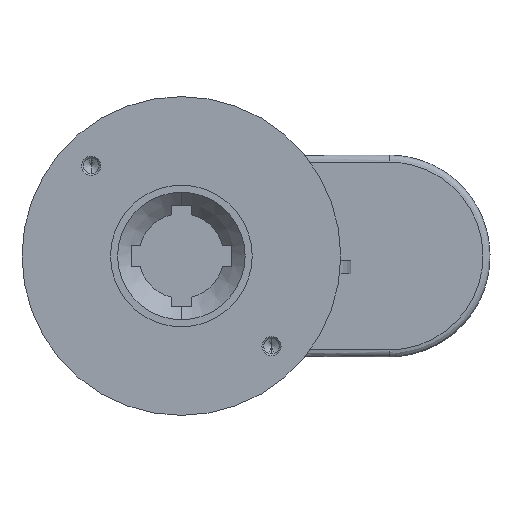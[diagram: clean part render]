
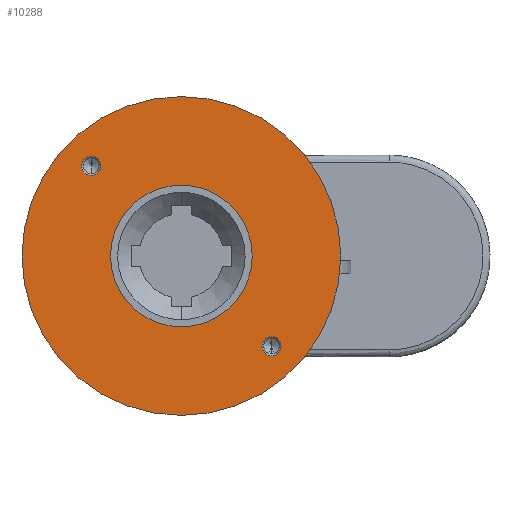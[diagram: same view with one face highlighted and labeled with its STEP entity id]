
A CAD part, front view. The second image highlights one B-rep face of the part: STEP entity #10288.
In plain terms, the highlighted planar face has unit normal (0, -1, 0).
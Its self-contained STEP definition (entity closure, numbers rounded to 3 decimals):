
#20 = AXIS2_PLACEMENT_3D ( 'NONE', #8337, #5171, #4241 ) ;
#250 = VERTEX_POINT ( 'NONE', #10743 ) ;
#317 = DIRECTION ( 'NONE',  ( 0., -1., 0. ) ) ;
#357 = CARTESIAN_POINT ( 'NONE',  ( -19.092, 6., 19.092 ) ) ;
#373 = FACE_BOUND ( 'NONE', #3008, .T. ) ;
#749 = ORIENTED_EDGE ( 'NONE', *, *, #1944, .F. ) ;
#842 = DIRECTION ( 'NONE',  ( 0., 0., -1. ) ) ;
#897 = VERTEX_POINT ( 'NONE', #7313 ) ;
#935 = CARTESIAN_POINT ( 'NONE',  ( 0., 6., 0. ) ) ;
#1183 = CIRCLE ( 'NONE', #10230, 2.025 ) ;
#1383 = DIRECTION ( 'NONE',  ( 0., 0., -1. ) ) ;
#1439 = DIRECTION ( 'NONE',  ( 0., -1., 0. ) ) ;
#1521 = CARTESIAN_POINT ( 'NONE',  ( -19.092, 6., 17.067 ) ) ;
#1847 = EDGE_CURVE ( 'NONE', #7903, #897, #12056, .T. ) ;
#1865 = AXIS2_PLACEMENT_3D ( 'NONE', #11681, #317, #10514 ) ;
#1944 = EDGE_CURVE ( 'NONE', #897, #7903, #12524, .T. ) ;
#2169 = FACE_BOUND ( 'NONE', #8249, .T. ) ;
#2343 = AXIS2_PLACEMENT_3D ( 'NONE', #11582, #8355, #12489 ) ;
#2451 = AXIS2_PLACEMENT_3D ( 'NONE', #7623, #1439, #1383 ) ;
#2482 = ORIENTED_EDGE ( 'NONE', *, *, #4184, .T. ) ;
#2704 = VERTEX_POINT ( 'NONE', #5197 ) ;
#2955 = DIRECTION ( 'NONE',  ( 0., -1., 0. ) ) ;
#3008 = EDGE_LOOP ( 'NONE', ( #12773, #749 ) ) ;
#3234 = AXIS2_PLACEMENT_3D ( 'NONE', #357, #10685, #9522 ) ;
#3247 = CIRCLE ( 'NONE', #1865, 2.025 ) ;
#3734 = DIRECTION ( 'NONE',  ( 0., -1., 0. ) ) ;
#3846 = CARTESIAN_POINT ( 'NONE',  ( 0., 6., -33.75 ) ) ;
#4002 = EDGE_CURVE ( 'NONE', #11426, #11135, #4883, .T. ) ;
#4184 = EDGE_CURVE ( 'NONE', #11135, #11426, #8446, .T. ) ;
#4241 = DIRECTION ( 'NONE',  ( 0., 0., -1. ) ) ;
#4540 = EDGE_CURVE ( 'NONE', #2704, #11751, #5210, .T. ) ;
#4607 = EDGE_CURVE ( 'NONE', #4804, #250, #3247, .T. ) ;
#4708 = AXIS2_PLACEMENT_3D ( 'NONE', #4964, #3734, #10981 ) ;
#4804 = VERTEX_POINT ( 'NONE', #8944 ) ;
#4883 = CIRCLE ( 'NONE', #4708, 33.75 ) ;
#4964 = CARTESIAN_POINT ( 'NONE',  ( 0., 6., 0. ) ) ;
#5171 = DIRECTION ( 'NONE',  ( 0., -1., 0. ) ) ;
#5197 = CARTESIAN_POINT ( 'NONE',  ( -19.092, 6., 21.117 ) ) ;
#5210 = CIRCLE ( 'NONE', #3234, 2.025 ) ;
#5658 = ORIENTED_EDGE ( 'NONE', *, *, #6139, .F. ) ;
#5692 = DIRECTION ( 'NONE',  ( 0., -1., 0. ) ) ;
#5920 = FACE_BOUND ( 'NONE', #11275, .T. ) ;
#5939 = AXIS2_PLACEMENT_3D ( 'NONE', #7750, #5692, #6804 ) ;
#6139 = EDGE_CURVE ( 'NONE', #11751, #2704, #7577, .T. ) ;
#6354 = DIRECTION ( 'NONE',  ( 0., 0., -1. ) ) ;
#6804 = DIRECTION ( 'NONE',  ( 0., 0., -1. ) ) ;
#7090 = DIRECTION ( 'NONE',  ( 0., -1., 0. ) ) ;
#7132 = EDGE_LOOP ( 'NONE', ( #2482, #12368 ) ) ;
#7313 = CARTESIAN_POINT ( 'NONE',  ( 0., 6., 15. ) ) ;
#7577 = CIRCLE ( 'NONE', #20, 2.025 ) ;
#7623 = CARTESIAN_POINT ( 'NONE',  ( 0., 6., 0. ) ) ;
#7750 = CARTESIAN_POINT ( 'NONE',  ( 0., 6., 0. ) ) ;
#7903 = VERTEX_POINT ( 'NONE', #13367 ) ;
#7973 = ORIENTED_EDGE ( 'NONE', *, *, #10096, .F. ) ;
#8249 = EDGE_LOOP ( 'NONE', ( #7973, #13354 ) ) ;
#8259 = CARTESIAN_POINT ( 'NONE',  ( 0., 6., 33.75 ) ) ;
#8337 = CARTESIAN_POINT ( 'NONE',  ( -19.092, 6., 19.092 ) ) ;
#8355 = DIRECTION ( 'NONE',  ( 0., 1., 0. ) ) ;
#8446 = CIRCLE ( 'NONE', #2451, 33.75 ) ;
#8479 = PLANE ( 'NONE',  #2343 ) ;
#8944 = CARTESIAN_POINT ( 'NONE',  ( 19.092, 6., -17.067 ) ) ;
#9164 = CARTESIAN_POINT ( 'NONE',  ( 19.092, 6., -19.092 ) ) ;
#9522 = DIRECTION ( 'NONE',  ( 0., 0., -1. ) ) ;
#10096 = EDGE_CURVE ( 'NONE', #250, #4804, #1183, .T. ) ;
#10230 = AXIS2_PLACEMENT_3D ( 'NONE', #9164, #2955, #6354 ) ;
#10288 = ADVANCED_FACE ( 'NONE', ( #5920, #2169, #373, #12841 ), #8479, .F. ) ;
#10514 = DIRECTION ( 'NONE',  ( 0., 0., -1. ) ) ;
#10685 = DIRECTION ( 'NONE',  ( 0., -1., 0. ) ) ;
#10743 = CARTESIAN_POINT ( 'NONE',  ( 19.092, 6., -21.117 ) ) ;
#10981 = DIRECTION ( 'NONE',  ( 0., 0., -1. ) ) ;
#11135 = VERTEX_POINT ( 'NONE', #3846 ) ;
#11275 = EDGE_LOOP ( 'NONE', ( #5658, #11422 ) ) ;
#11422 = ORIENTED_EDGE ( 'NONE', *, *, #4540, .F. ) ;
#11426 = VERTEX_POINT ( 'NONE', #8259 ) ;
#11467 = AXIS2_PLACEMENT_3D ( 'NONE', #935, #7090, #842 ) ;
#11582 = CARTESIAN_POINT ( 'NONE',  ( -15., 6., 0. ) ) ;
#11681 = CARTESIAN_POINT ( 'NONE',  ( 19.092, 6., -19.092 ) ) ;
#11751 = VERTEX_POINT ( 'NONE', #1521 ) ;
#12056 = CIRCLE ( 'NONE', #11467, 15. ) ;
#12368 = ORIENTED_EDGE ( 'NONE', *, *, #4002, .T. ) ;
#12489 = DIRECTION ( 'NONE',  ( 0., 0., 1. ) ) ;
#12524 = CIRCLE ( 'NONE', #5939, 15. ) ;
#12773 = ORIENTED_EDGE ( 'NONE', *, *, #1847, .F. ) ;
#12841 = FACE_OUTER_BOUND ( 'NONE', #7132, .T. ) ;
#13354 = ORIENTED_EDGE ( 'NONE', *, *, #4607, .F. ) ;
#13367 = CARTESIAN_POINT ( 'NONE',  ( 0., 6., -15. ) ) ;
